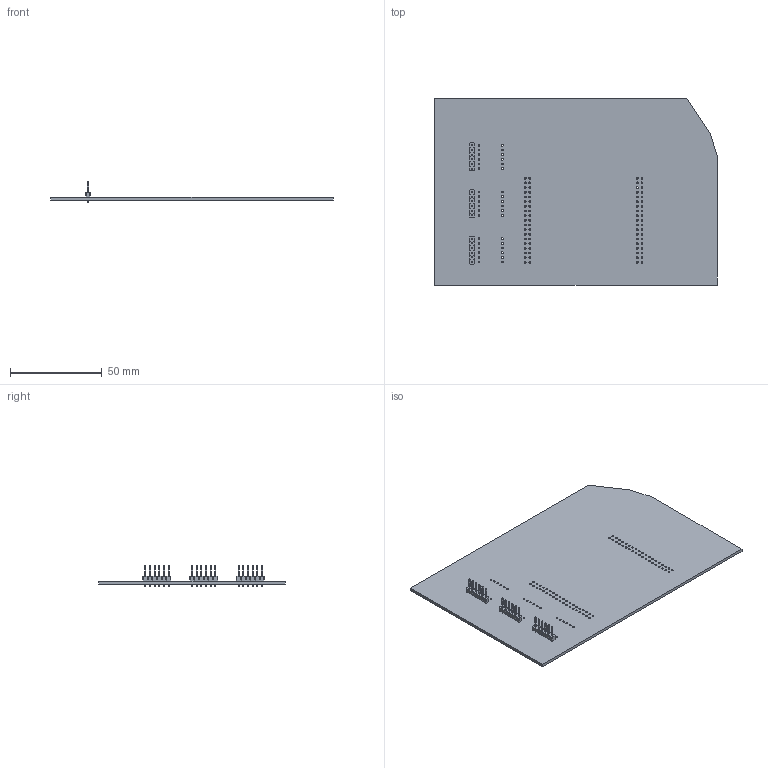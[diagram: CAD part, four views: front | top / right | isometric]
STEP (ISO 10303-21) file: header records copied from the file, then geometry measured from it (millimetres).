
FILE_DESCRIPTION(('KiCad electronic assembly'),'2;1');
FILE_NAME('lego_robot.step','2021-11-29T17:06:19',('An Author'),( 'A Company'),'Open CASCADE STEP processor 6.9', 'KiCad to STEP converter','Unknown');
FILE_SCHEMA(('AUTOMOTIVE_DESIGN { 1 0 10303 214 1 1 1 1 }'));
Length unit declared in the file: millimetre
Products named in the file (4): Open CASCADE STEP translator 6.9 1; PinHeader_1x06_P2.54mm_Vertical; SOLID; COMPOUND
Assembly tree (5 placements, depth 3):
  Open CASCADE STEP translator 6.9 1
    PinHeader_1x06_P2.54mm_Vertical  x3
      SOLID
    COMPOUND
Bounding box: 153.67 x 101.6 x 11.54 mm (x, y, z)
Volume: 24823.3 mm3; surface area: 32951.6 mm2
Topology: 4 solids, 4 shells, 584 faces, 1476 edges, 936 vertices
Faces by surface type: plane 454, cylinder 130
Full cylindrical faces by diameter (mm): 1 x130
Entity records: 21388 total; most frequent: CARTESIAN_POINT 4654, DIRECTION 2892, LINE 1784, VECTOR 1784, ORIENTED_EDGE 1536, PCURVE 1536, DEFINITIONAL_REPRESENTATION 1536, EDGE_CURVE 768
